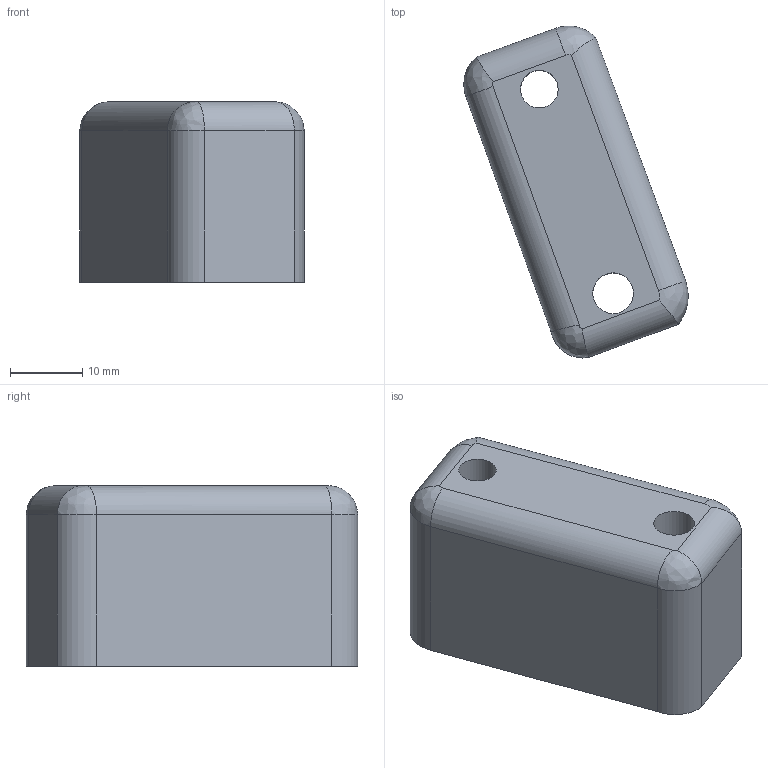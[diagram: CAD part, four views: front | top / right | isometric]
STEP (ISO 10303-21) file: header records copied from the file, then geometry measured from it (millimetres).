
FILE_DESCRIPTION(/* description */ (''),/* implementation_level */ '2;1');
FILE_NAME(/* name */ 'Spool Filament Weight v2.step',/* time_stamp */ '2020-08-23T16:37:23+02:00',/* author */ (''),/* organization */ (''),/* preprocessor_version */ 'ST-DEVELOPER v18.1',/* originating_system */ 'Autodesk Translation Framework v9.3.0.1241',/* authorisation */ '');
FILE_SCHEMA (('AUTOMOTIVE_DESIGN { 1 0 10303 214 3 1 1 }'));
Length unit declared in the file: millimetre
Products named in the file (1): Spool Filament Weight
Bounding box: 31.12 x 45.99 x 25 mm (x, y, z)
Volume: 20016.5 mm3; surface area: 5296.6 mm2
Topology: 1 solids, 1 shells, 20 faces, 46 edges, 28 vertices
Faces by surface type: cylinder 10, plane 6, bspline 4
Full cylindrical faces by diameter (mm): 5.219 x1, 5.657 x1
Entity records: 683 total; most frequent: CARTESIAN_POINT 198, DIRECTION 94, ORIENTED_EDGE 92, EDGE_CURVE 46, AXIS2_PLACEMENT_3D 36, VERTEX_POINT 28, EDGE_LOOP 24, LINE 22
